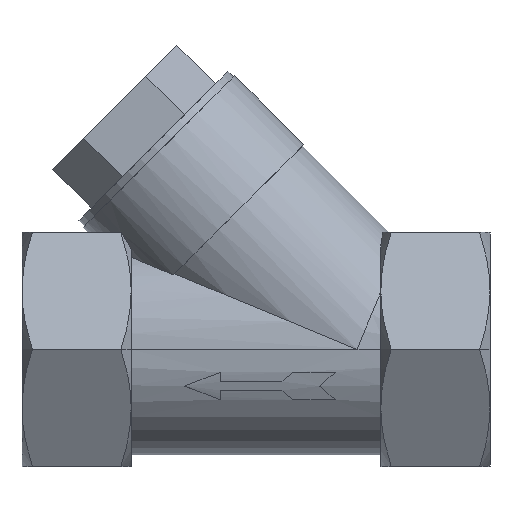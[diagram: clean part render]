
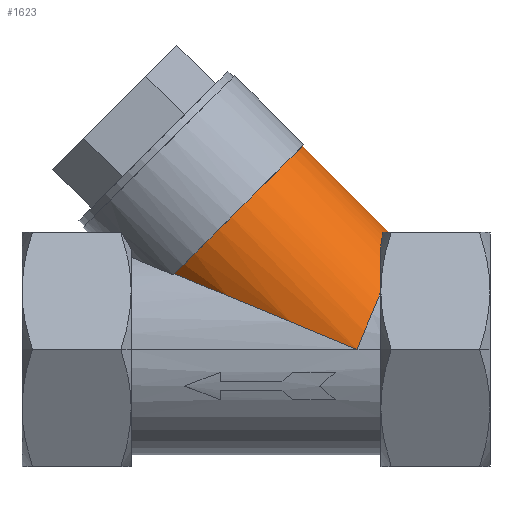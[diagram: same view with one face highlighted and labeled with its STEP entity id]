
A CAD part, top view. The second image highlights one B-rep face of the part: STEP entity #1623.
In plain terms, the highlighted cylindrical face has radius 27 mm (diameter 54 mm), a partial arc.
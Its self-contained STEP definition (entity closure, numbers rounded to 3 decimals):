
#18 = CARTESIAN_POINT ( 'NONE',  ( 32.394, 29.086, 9.844 ) ) ;
#24 = CARTESIAN_POINT ( 'NONE',  ( 32., 19.564, 20.391 ) ) ;
#27 = CARTESIAN_POINT ( 'NONE',  ( 32., 23.553, 17.476 ) ) ;
#52 = CARTESIAN_POINT ( 'NONE',  ( 32.475, 29.586, 8.727 ) ) ;
#64 = CARTESIAN_POINT ( 'NONE',  ( 32.542, 30., 7.562 ) ) ;
#77 = CARTESIAN_POINT ( 'NONE',  ( 32., 26.529, 14.008 ) ) ;
#109 = CARTESIAN_POINT ( 'NONE',  ( 32., 26.529, 14.008 ) ) ;
#114 = CARTESIAN_POINT ( 'NONE',  ( 32., 14.761, 22.608 ) ) ;
#140 = CARTESIAN_POINT ( 'NONE',  ( 32.212, 27.926, 11.991 ) ) ;
#152 = CARTESIAN_POINT ( 'NONE',  ( 32.11, 27.266, 13.021 ) ) ;
#184 = ORIENTED_EDGE ( 'NONE', *, *, #668, .T. ) ;
#186 = ORIENTED_EDGE ( 'NONE', *, *, #706, .T. ) ;
#190 = ORIENTED_EDGE ( 'NONE', *, *, #631, .T. ) ;
#192 = ORIENTED_EDGE ( 'NONE', *, *, #2862, .T. ) ;
#194 = ORIENTED_EDGE ( 'NONE', *, *, #2881, .T. ) ;
#197 = ORIENTED_EDGE ( 'NONE', *, *, #633, .T. ) ;
#200 = ORIENTED_EDGE ( 'NONE', *, *, #2873, .F. ) ;
#239 = AXIS2_PLACEMENT_3D ( 'NONE', #2077, #2076, #2072 ) ;
#258 = CARTESIAN_POINT ( 'NONE',  ( 33.557, 30., 5.101 ) ) ;
#264 =( BOUNDED_CURVE ( )  B_SPLINE_CURVE ( 3, ( #574, #258, #1655, #1656 ),
 .UNSPECIFIED., .F., .T. ) 
 B_SPLINE_CURVE_WITH_KNOTS ( ( 4, 4 ),
 ( 5.999, 6.283 ),
 .UNSPECIFIED. ) 
 CURVE ( )  GEOMETRIC_REPRESENTATION_ITEM ( )  RATIONAL_B_SPLINE_CURVE ( ( 1., 0.993, 0.993, 1. ) ) 
 REPRESENTATION_ITEM ( '' )  );
#272 = DIRECTION ( 'NONE',  ( 0.707, -0.707, 0. ) ) ;
#279 = CARTESIAN_POINT ( 'NONE',  ( -7.213, 33.099, 0. ) ) ;
#365 = DIRECTION ( 'NONE',  ( 0.707, 0.707, 0. ) ) ;
#505 = B_SPLINE_CURVE_WITH_KNOTS ( 'NONE', 3,
 ( #109, #152, #140, #18, #52, #64 ),
 .UNSPECIFIED., .F., .F.,
 ( 4, 2, 4 ),
 ( 0., 0.004, 0.007 ),
 .UNSPECIFIED. ) ;
#508 =( BOUNDED_CURVE ( )  B_SPLINE_CURVE ( 3, ( #114, #24, #27, #77 ),
 .UNSPECIFIED., .F., .F. ) 
 B_SPLINE_CURVE_WITH_KNOTS ( ( 4, 4 ),
 ( 2.149, 2.596 ),
 .UNSPECIFIED. ) 
 CURVE ( )  GEOMETRIC_REPRESENTATION_ITEM ( )  RATIONAL_B_SPLINE_CURVE ( ( 1., 0.983, 0.983, 1. ) ) 
 REPRESENTATION_ITEM ( '' )  );
#574 = CARTESIAN_POINT ( 'NONE',  ( 32.542, 30., 7.562 ) ) ;
#631 = EDGE_CURVE ( 'NONE', #1026, #1077, #505, .T. ) ;
#633 = EDGE_CURVE ( 'NONE', #1333, #1026, #508, .T. ) ;
#668 = EDGE_CURVE ( 'NONE', #1351, #1358, #842, .T. ) ;
#706 = EDGE_CURVE ( 'NONE', #1077, #1345, #264, .T. ) ;
#842 = CIRCLE ( 'NONE', #2939, 27. ) ;
#996 = FACE_OUTER_BOUND ( 'NONE', #1451, .T. ) ;
#1000 = CYLINDRICAL_SURFACE ( 'NONE', #239, 27. ) ;
#1026 = VERTEX_POINT ( 'NONE', #1827 ) ;
#1077 = VERTEX_POINT ( 'NONE', #1848 ) ;
#1279 =( BOUNDED_CURVE ( )  B_SPLINE_CURVE ( 3, ( #2603, #2602, #2614, #2615 ),
 .UNSPECIFIED., .F., .F. ) 
 B_SPLINE_CURVE_WITH_KNOTS ( ( 4, 4 ),
 ( 4.712, 5.291 ),
 .UNSPECIFIED. ) 
 CURVE ( )  GEOMETRIC_REPRESENTATION_ITEM ( )  RATIONAL_B_SPLINE_CURVE ( ( 1., 0.972, 0.972, 1. ) ) 
 REPRESENTATION_ITEM ( '' )  );
#1286 =( BOUNDED_CURVE ( )  B_SPLINE_CURVE ( 3, ( #2669, #2668, #2680, #2681 ),
 .UNSPECIFIED., .F., .F. ) 
 B_SPLINE_CURVE_WITH_KNOTS ( ( 4, 4 ),
 ( 3.911, 4.712 ),
 .UNSPECIFIED. ) 
 CURVE ( )  GEOMETRIC_REPRESENTATION_ITEM ( )  RATIONAL_B_SPLINE_CURVE ( ( 1., 0.947, 0.947, 1. ) ) 
 REPRESENTATION_ITEM ( '' )  );
#1333 = VERTEX_POINT ( 'NONE', #1912 ) ;
#1345 = VERTEX_POINT ( 'NONE', #1923 ) ;
#1350 = VERTEX_POINT ( 'NONE', #1928 ) ;
#1351 = VERTEX_POINT ( 'NONE', #1929 ) ;
#1358 = VERTEX_POINT ( 'NONE', #1936 ) ;
#1451 = EDGE_LOOP ( 'NONE', ( #200, #184, #194, #192, #197, #190, #186 ) ) ;
#1623 = ADVANCED_FACE ( 'NONE', ( #996 ), #1000, .T. ) ;
#1655 = CARTESIAN_POINT ( 'NONE',  ( 34.07, 30., 2.563 ) ) ;
#1656 = CARTESIAN_POINT ( 'NONE',  ( 34.07, 30., 0. ) ) ;
#1827 = CARTESIAN_POINT ( 'NONE',  ( 32., 26.529, 14.008 ) ) ;
#1848 = CARTESIAN_POINT ( 'NONE',  ( 32.542, 30., 7.562 ) ) ;
#1912 = CARTESIAN_POINT ( 'NONE',  ( 32., 14.761, 22.608 ) ) ;
#1923 = CARTESIAN_POINT ( 'NONE',  ( 34.07, 30., 0. ) ) ;
#1928 = CARTESIAN_POINT ( 'NONE',  ( 25.886, 0., 27. ) ) ;
#1929 = CARTESIAN_POINT ( 'NONE',  ( 11.879, 52.191, 0. ) ) ;
#1936 = CARTESIAN_POINT ( 'NONE',  ( -20.923, 19.389, 18.79 ) ) ;
#2072 = DIRECTION ( 'NONE',  ( 0.707, 0.707, 0. ) ) ;
#2076 = DIRECTION ( 'NONE',  ( 0.707, -0.707, 0. ) ) ;
#2077 = CARTESIAN_POINT ( 'NONE',  ( 25.886, 0., 0. ) ) ;
#2331 = LINE ( 'NONE', #2647, #2333 ) ;
#2333 = VECTOR ( 'NONE', #2646, 1000. ) ;
#2602 = CARTESIAN_POINT ( 'NONE',  ( 28.073, 5.28, 27. ) ) ;
#2603 = CARTESIAN_POINT ( 'NONE',  ( 25.886, 0., 27. ) ) ;
#2614 = CARTESIAN_POINT ( 'NONE',  ( 30.169, 10.34, 25.494 ) ) ;
#2615 = CARTESIAN_POINT ( 'NONE',  ( 32., 14.761, 22.608 ) ) ;
#2646 = DIRECTION ( 'NONE',  ( 0.707, -0.707, 0. ) ) ;
#2647 = CARTESIAN_POINT ( 'NONE',  ( 44.978, 19.092, 0. ) ) ;
#2668 = CARTESIAN_POINT ( 'NONE',  ( -8.474, 14.232, 24.111 ) ) ;
#2669 = CARTESIAN_POINT ( 'NONE',  ( -20.923, 19.389, 18.79 ) ) ;
#2680 = CARTESIAN_POINT ( 'NONE',  ( 7.998, 7.409, 27. ) ) ;
#2681 = CARTESIAN_POINT ( 'NONE',  ( 25.886, 0., 27. ) ) ;
#2862 = EDGE_CURVE ( 'NONE', #1350, #1333, #1279, .T. ) ;
#2873 = EDGE_CURVE ( 'NONE', #1351, #1345, #2331, .T. ) ;
#2881 = EDGE_CURVE ( 'NONE', #1358, #1350, #1286, .T. ) ;
#2939 = AXIS2_PLACEMENT_3D ( 'NONE', #279, #272, #365 ) ;
